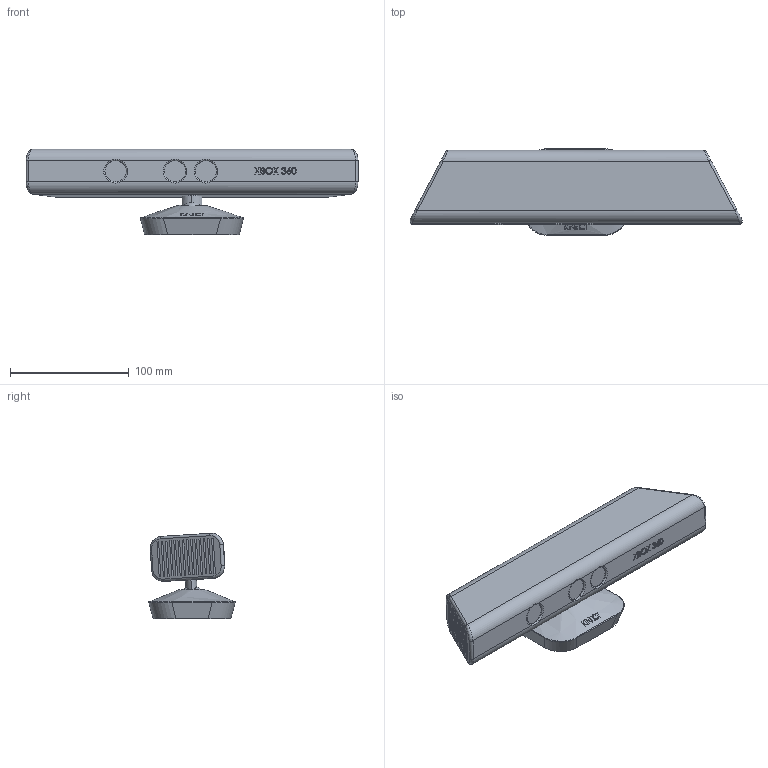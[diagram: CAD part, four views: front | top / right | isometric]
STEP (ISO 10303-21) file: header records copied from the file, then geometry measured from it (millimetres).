
FILE_DESCRIPTION (( 'STEP AP214' ), '1' );
FILE_NAME ('Kinect.STEP', '2013-10-22T15:33:49', ( '' ), ( '' ), 'SwSTEP 2.0', 'SolidWorks 2014', '' );
FILE_SCHEMA (( 'AUTOMOTIVE_DESIGN' ));
Length unit declared in the file: millimetre
Products named in the file (3): KINECT XBOX; Kinect; base KINECT
Assembly tree (2 placements, depth 2):
  Kinect
    base KINECT
    KINECT XBOX
Bounding box: 279.38 x 72.79 x 71.85 mm (x, y, z)
Volume: 658671.5 mm3; surface area: 76271.7 mm2
Topology: 2 solids, 2 shells, 326 faces, 849 edges, 571 vertices
Faces by surface type: plane 208, bspline 80, cylinder 25, torus 9, sphere 4
Entity records: 20048 total; most frequent: CARTESIAN_POINT 11474, ORIENTED_EDGE 1678, DIRECTION 1205, EDGE_CURVE 839, VERTEX_POINT 565, VECTOR 553, LINE 553, EDGE_LOOP 374
